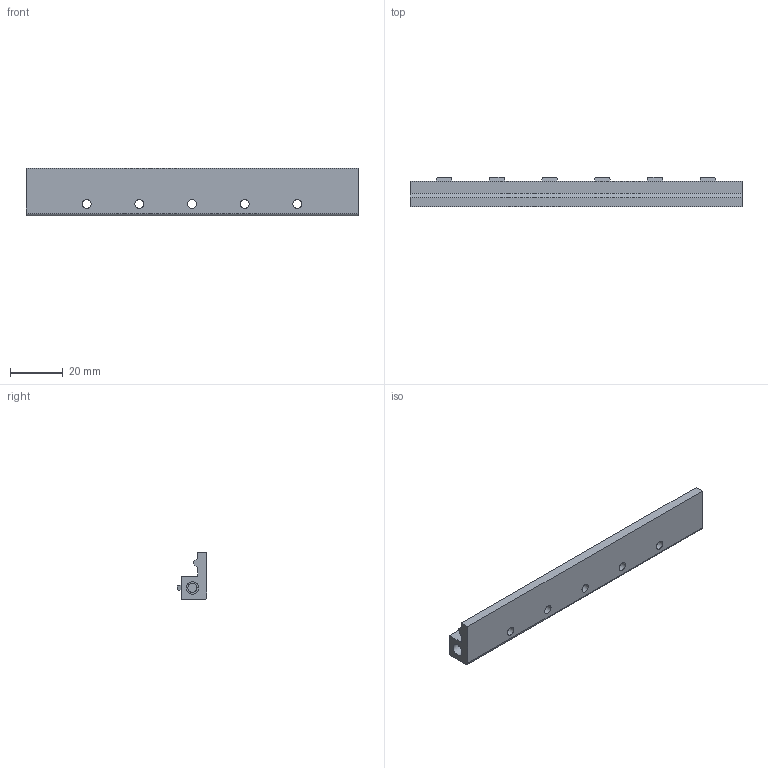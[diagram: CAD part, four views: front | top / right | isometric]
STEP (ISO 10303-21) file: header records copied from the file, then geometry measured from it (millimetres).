
FILE_DESCRIPTION(/* description */ ('STEP AP242','CAx-IF Rec.Pracs.---Representation and Presentation of Product Manufacturing Information (PMI)---4.0---2014-10-13','CAx-IF Rec.Pracs.---3D Tessellated Geometry---0.4---2014-09-14','2;1'),/* implementation_level */ '2;1');
FILE_NAME(/* name */ '64a0073a94a63c526fd54863',/* time_stamp */ '2023-07-01T11:00:11Z',/* author */ (''),/* organization */ (''),/* preprocessor_version */ 'ST-DEVELOPER v19.4',/* originating_system */ ' ',/* authorisation */ ' ');
FILE_SCHEMA (('AP242_MANAGED_MODEL_BASED_3D_ENGINEERING_MIM_LF { 1 0 10303 442 1 1 4 }'));
Length unit declared in the file: metre
Products named in the file (1): Base_part2
Bounding box: 126 x 11.3 x 18 mm (x, y, z)
Volume: 14765.6 mm3; surface area: 8218.9 mm2
Topology: 1 solids, 1 shells, 58 faces, 145 edges, 99 vertices
Faces by surface type: plane 45, cylinder 13
Full cylindrical faces by diameter (mm): 3.4 x5, 3.5 x2, 4.7 x2
Entity records: 1665 total; most frequent: CARTESIAN_POINT 280, DIRECTION 273, ORIENTED_EDGE 258, EDGE_CURVE 129, LINE 103, VECTOR 103, VERTEX_POINT 92, EDGE_LOOP 87
